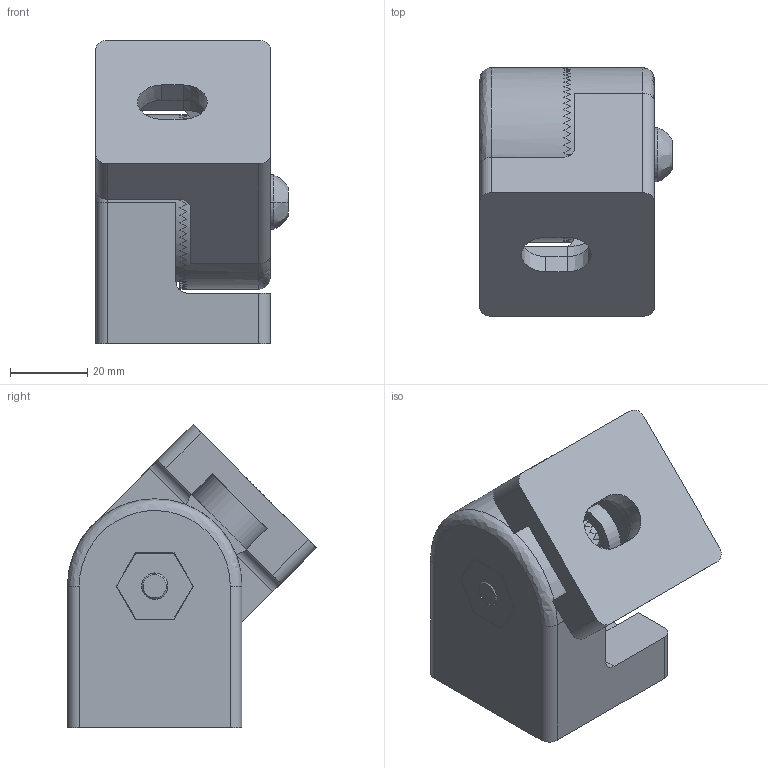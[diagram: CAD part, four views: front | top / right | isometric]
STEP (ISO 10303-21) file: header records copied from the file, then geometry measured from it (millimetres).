
FILE_DESCRIPTION (( 'STEP AP214' ), '1' );
FILE_NAME ('6121479', '2019-02-04T08:22:59', ( '' ), ('JUGARD+KÜNSTNER GmbH'), 'SwSTEP 2.0', 'SolidWorks 2017', '' );
FILE_SCHEMA (( 'AUTOMOTIVE_DESIGN' ));
Length unit declared in the file: millimetre
Products named in the file (4): Kopie von Gelenk_3^6121479; Kopie von Schraube^6121479; 6121479_CNAJF00; Kopie von Gelenk_4^6121479
Assembly tree (3 placements, depth 2):
  6121479_CNAJF00
    Kopie von Gelenk_3^6121479
    Kopie von Gelenk_4^6121479
    Kopie von Schraube^6121479
Bounding box: 49.78 x 64.22 x 78.22 mm (x, y, z)
Volume: 89219.6 mm3; surface area: 33143.5 mm2
Topology: 3 solids, 3 shells, 376 faces, 1068 edges, 710 vertices
Faces by surface type: plane 320, cylinder 45, cone 7, bspline 4
Entity records: 12507 total; most frequent: CARTESIAN_POINT 3965, ORIENTED_EDGE 2136, DIRECTION 1408, EDGE_CURVE 1068, VERTEX_POINT 710, AXIS2_PLACEMENT_3D 477, LINE 454, VECTOR 454
